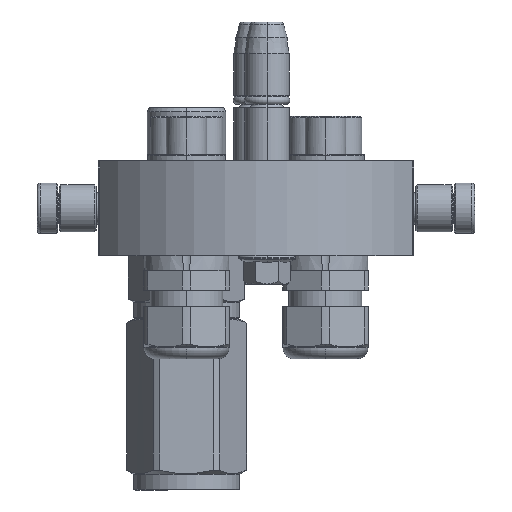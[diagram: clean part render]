
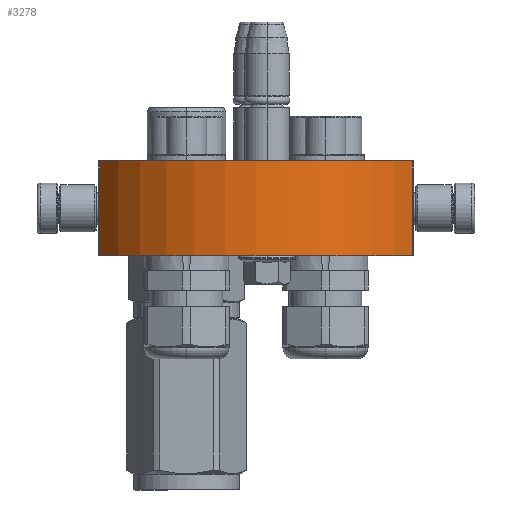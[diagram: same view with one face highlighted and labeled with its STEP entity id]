
A CAD part, left-side view. The second image highlights one B-rep face of the part: STEP entity #3278.
In plain terms, the highlighted cylindrical face has radius 57.25 mm (diameter 114.5 mm), a partial arc.
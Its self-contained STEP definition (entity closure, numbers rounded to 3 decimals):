
#3079 = DIRECTION ( 'NONE',  ( 0., 1., 0. ) ) ;
#3278 = ADVANCED_FACE ( 'NONE', ( #30047 ), #5348, .T. ) ;
#3647 = CARTESIAN_POINT ( 'NONE',  ( 49.5, 0., -28.763 ) ) ;
#5075 = VECTOR ( 'NONE', #31600, 1000. ) ;
#5348 = CYLINDRICAL_SURFACE ( 'NONE', #11310, 57.25 ) ;
#5822 = ORIENTED_EDGE ( 'NONE', *, *, #11629, .F. ) ;
#9938 = CARTESIAN_POINT ( 'NONE',  ( 49.5, 0., -28.763 ) ) ;
#11310 = AXIS2_PLACEMENT_3D ( 'NONE', #46108, #14684, #26571 ) ;
#11629 = EDGE_CURVE ( 'NONE', #19773, #20519, #48918, .T. ) ;
#12493 = EDGE_CURVE ( 'NONE', #34714, #19773, #37148, .T. ) ;
#14301 = AXIS2_PLACEMENT_3D ( 'NONE', #18925, #3079, #46736 ) ;
#14684 = DIRECTION ( 'NONE',  ( 0., -1., 0. ) ) ;
#17740 = ORIENTED_EDGE ( 'NONE', *, *, #12493, .F. ) ;
#18032 = DIRECTION ( 'NONE',  ( 0., 1., 0. ) ) ;
#18743 = ORIENTED_EDGE ( 'NONE', *, *, #19602, .T. ) ;
#18925 = CARTESIAN_POINT ( 'NONE',  ( 0., 30., 0. ) ) ;
#19602 = EDGE_CURVE ( 'NONE', #46035, #20519, #46295, .T. ) ;
#19773 = VERTEX_POINT ( 'NONE', #21539 ) ;
#19856 = CARTESIAN_POINT ( 'NONE',  ( -49.5, 0., -28.763 ) ) ;
#20519 = VERTEX_POINT ( 'NONE', #34867 ) ;
#20687 = CARTESIAN_POINT ( 'NONE',  ( 0., 0., 0. ) ) ;
#21539 = CARTESIAN_POINT ( 'NONE',  ( 49.5, 30., -28.763 ) ) ;
#24919 = EDGE_LOOP ( 'NONE', ( #5822, #17740, #40196, #18743 ) ) ;
#24979 = CIRCLE ( 'NONE', #47530, 57.25 ) ;
#26571 = DIRECTION ( 'NONE',  ( 1., 0., 0. ) ) ;
#30047 = FACE_OUTER_BOUND ( 'NONE', #24919, .T. ) ;
#31600 = DIRECTION ( 'NONE',  ( 0., 1., 0. ) ) ;
#34714 = VERTEX_POINT ( 'NONE', #3647 ) ;
#34867 = CARTESIAN_POINT ( 'NONE',  ( -49.5, 30., -28.763 ) ) ;
#35060 = CARTESIAN_POINT ( 'NONE',  ( -49.5, 0., -28.763 ) ) ;
#37148 = LINE ( 'NONE', #9938, #47552 ) ;
#38594 = EDGE_CURVE ( 'NONE', #34714, #46035, #24979, .T. ) ;
#40196 = ORIENTED_EDGE ( 'NONE', *, *, #38594, .T. ) ;
#40781 = DIRECTION ( 'NONE',  ( 0., 1., 0. ) ) ;
#46035 = VERTEX_POINT ( 'NONE', #35060 ) ;
#46108 = CARTESIAN_POINT ( 'NONE',  ( 0., 0., 0. ) ) ;
#46295 = LINE ( 'NONE', #19856, #5075 ) ;
#46736 = DIRECTION ( 'NONE',  ( 0.865, 0., -0.502 ) ) ;
#47530 = AXIS2_PLACEMENT_3D ( 'NONE', #20687, #40781, #47958 ) ;
#47552 = VECTOR ( 'NONE', #18032, 1000. ) ;
#47958 = DIRECTION ( 'NONE',  ( 0.865, 0., -0.502 ) ) ;
#48918 = CIRCLE ( 'NONE', #14301, 57.25 ) ;
